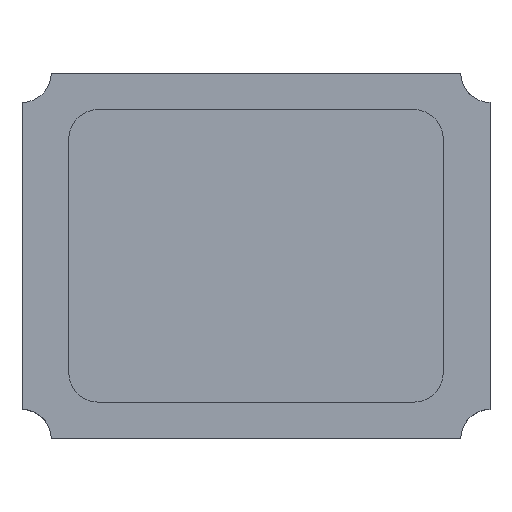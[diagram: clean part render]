
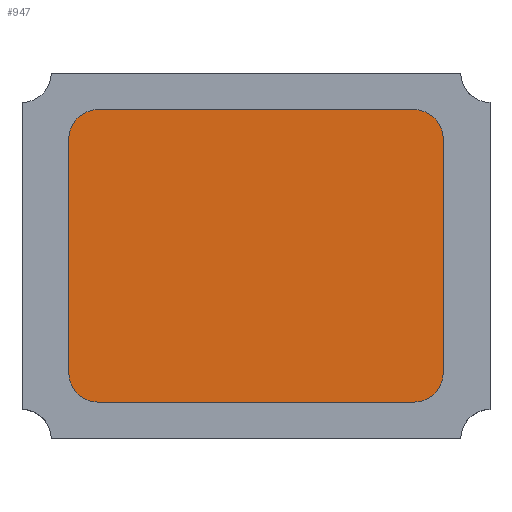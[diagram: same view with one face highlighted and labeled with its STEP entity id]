
A CAD part, top view. The second image highlights one B-rep face of the part: STEP entity #947.
In plain terms, the highlighted planar face has unit normal (0, 0, 1).
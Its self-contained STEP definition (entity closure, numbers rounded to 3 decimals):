
#44=CIRCLE('',#1026,0.2);
#45=CIRCLE('',#1029,0.2);
#46=CIRCLE('',#1030,0.2);
#47=CIRCLE('',#1031,0.2);
#103=FACE_OUTER_BOUND('',#155,.T.);
#155=EDGE_LOOP('',(#788,#789,#790,#791,#792,#793,#794,#795));
#248=LINE('',#1536,#344);
#250=LINE('',#1540,#346);
#251=LINE('',#1544,#347);
#252=LINE('',#1548,#348);
#344=VECTOR('',#1270,1.);
#346=VECTOR('',#1274,1.);
#347=VECTOR('',#1277,1.);
#348=VECTOR('',#1280,1.);
#428=VERTEX_POINT('',#1529);
#429=VERTEX_POINT('',#1531);
#430=VERTEX_POINT('',#1535);
#431=VERTEX_POINT('',#1539);
#432=VERTEX_POINT('',#1541);
#433=VERTEX_POINT('',#1543);
#434=VERTEX_POINT('',#1545);
#435=VERTEX_POINT('',#1547);
#549=EDGE_CURVE('',#428,#429,#44,.T.);
#551=EDGE_CURVE('',#430,#429,#248,.T.);
#553=EDGE_CURVE('',#428,#431,#250,.T.);
#554=EDGE_CURVE('',#432,#431,#45,.T.);
#555=EDGE_CURVE('',#432,#433,#251,.T.);
#556=EDGE_CURVE('',#434,#433,#46,.T.);
#557=EDGE_CURVE('',#434,#435,#252,.T.);
#558=EDGE_CURVE('',#430,#435,#47,.T.);
#788=ORIENTED_EDGE('',*,*,#549,.F.);
#789=ORIENTED_EDGE('',*,*,#553,.T.);
#790=ORIENTED_EDGE('',*,*,#554,.F.);
#791=ORIENTED_EDGE('',*,*,#555,.T.);
#792=ORIENTED_EDGE('',*,*,#556,.F.);
#793=ORIENTED_EDGE('',*,*,#557,.T.);
#794=ORIENTED_EDGE('',*,*,#558,.F.);
#795=ORIENTED_EDGE('',*,*,#551,.T.);
#854=PLANE('',#1028);
#947=ADVANCED_FACE('',(#103),#854,.T.);
#1026=AXIS2_PLACEMENT_3D('',#1532,#1265,#1266);
#1028=AXIS2_PLACEMENT_3D('',#1538,#1272,#1273);
#1029=AXIS2_PLACEMENT_3D('',#1542,#1275,#1276);
#1030=AXIS2_PLACEMENT_3D('',#1546,#1278,#1279);
#1031=AXIS2_PLACEMENT_3D('',#1549,#1281,#1282);
#1265=DIRECTION('center_axis',(0.,0.,-1.));
#1266=DIRECTION('ref_axis',(0.707,0.707,0.));
#1270=DIRECTION('',(0.,1.,0.));
#1272=DIRECTION('center_axis',(0.,0.,1.));
#1273=DIRECTION('ref_axis',(0.,-1.,0.));
#1274=DIRECTION('',(-1.,0.,0.));
#1275=DIRECTION('center_axis',(0.,0.,-1.));
#1276=DIRECTION('ref_axis',(-0.707,0.707,0.));
#1277=DIRECTION('',(0.,-1.,0.));
#1278=DIRECTION('center_axis',(0.,0.,-1.));
#1279=DIRECTION('ref_axis',(-0.707,-0.707,0.));
#1280=DIRECTION('',(1.,0.,0.));
#1281=DIRECTION('center_axis',(0.,0.,-1.));
#1282=DIRECTION('ref_axis',(0.707,-0.707,0.));
#1529=CARTESIAN_POINT('',(1.08,1.,0.8));
#1531=CARTESIAN_POINT('',(1.28,0.8,0.8));
#1532=CARTESIAN_POINT('Origin',(1.08,0.8,0.8));
#1535=CARTESIAN_POINT('',(1.28,-0.8,0.8));
#1536=CARTESIAN_POINT('',(1.28,0.,0.8));
#1538=CARTESIAN_POINT('Origin',(0.,0.,0.8));
#1539=CARTESIAN_POINT('',(-1.08,1.,0.8));
#1540=CARTESIAN_POINT('',(0.,1.,0.8));
#1541=CARTESIAN_POINT('',(-1.28,0.8,0.8));
#1542=CARTESIAN_POINT('Origin',(-1.08,0.8,0.8));
#1543=CARTESIAN_POINT('',(-1.28,-0.8,0.8));
#1544=CARTESIAN_POINT('',(-1.28,0.,0.8));
#1545=CARTESIAN_POINT('',(-1.08,-1.,0.8));
#1546=CARTESIAN_POINT('Origin',(-1.08,-0.8,0.8));
#1547=CARTESIAN_POINT('',(1.08,-1.,0.8));
#1548=CARTESIAN_POINT('',(0.,-1.,0.8));
#1549=CARTESIAN_POINT('Origin',(1.08,-0.8,0.8));
